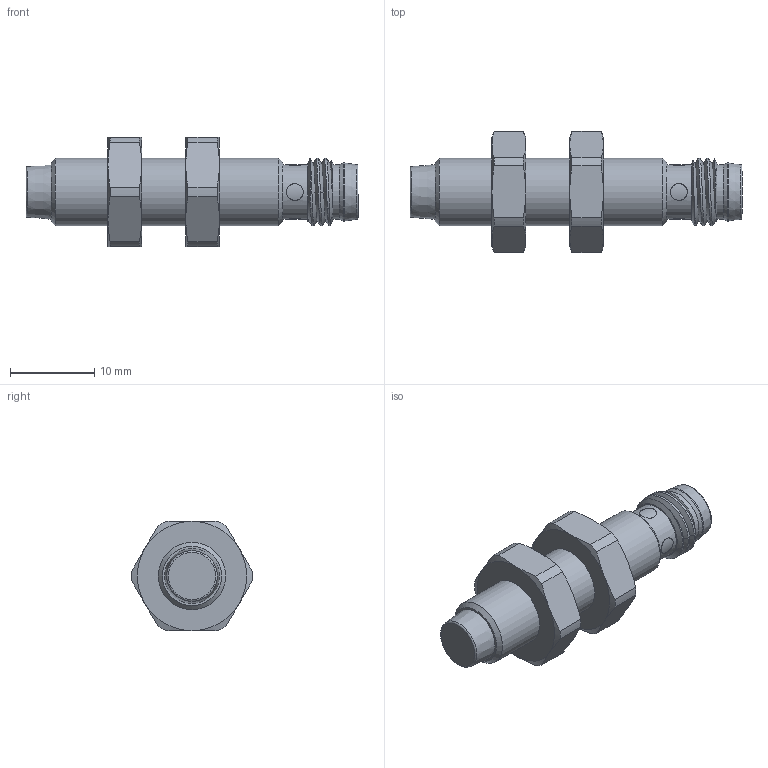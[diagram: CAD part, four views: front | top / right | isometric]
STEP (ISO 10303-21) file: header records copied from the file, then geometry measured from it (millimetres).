
FILE_DESCRIPTION(/* description */ (''),/* implementation_level */ '2;1');
FILE_NAME(/* name */ 'KJ2,5_M8EN40_V1.stp',/* time_stamp */ '2026-01-07T12:12:13+01:00',/* author */ ('L43FV9'),/* organization */ (''),/* preprocessor_version */ 'ST-DEVELOPER v20.1',/* originating_system */ 'Autodesk Inventor 2026',/* authorisation */ '');
FILE_SCHEMA (('AUTOMOTIVE_DESIGN { 1 0 10303 214 3 1 1 }'));
Length unit declared in the file: millimetre
Products named in the file (1): KJ2,5_M8EN40_V1_Vereinfachen_1
Bounding box: 39.45 x 14.39 x 13 mm (x, y, z)
Volume: 2557.1 mm3; surface area: 1600.2 mm2
Topology: 1 solids, 1 shells, 99 faces, 225 edges, 140 vertices
Faces by surface type: cone 31, cylinder 30, plane 22, bspline 14, torus 2
Full cylindrical faces by diameter (mm): 2 x4, 6.5 x2, 6.9 x1, 8 x5
Entity records: 3626 total; most frequent: CARTESIAN_POINT 1441, ORIENTED_EDGE 450, DIRECTION 382, EDGE_CURVE 225, AXIS2_PLACEMENT_3D 164, VERTEX_POINT 140, EDGE_LOOP 111, STYLED_ITEM 100
